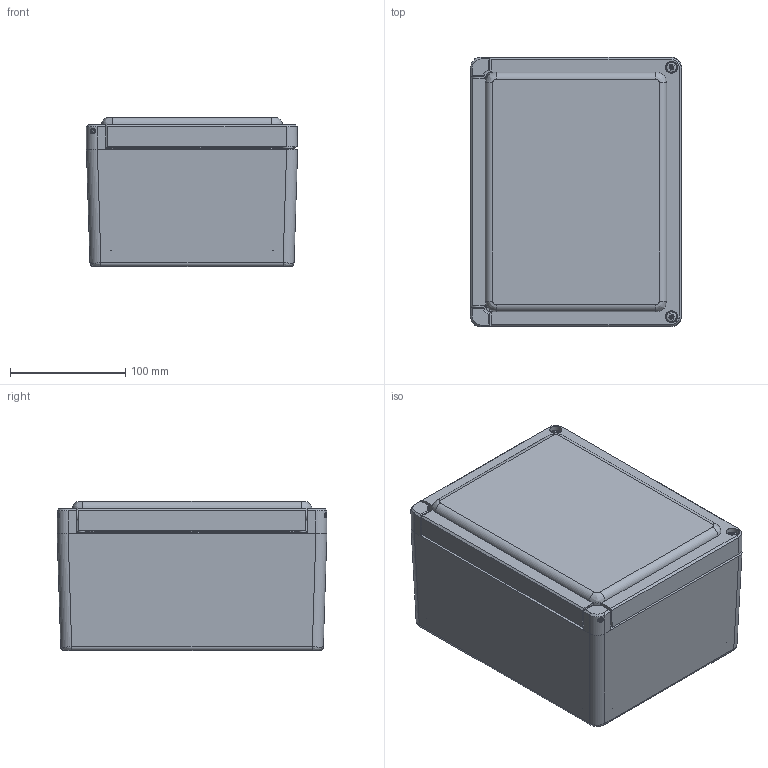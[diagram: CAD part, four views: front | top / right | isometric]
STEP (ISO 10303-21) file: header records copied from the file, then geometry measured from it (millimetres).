
FILE_DESCRIPTION(/* description */ (''),/* implementation_level */ '2;1');
FILE_NAME(/* name */ 'HW-90705CHSC.stp',/* time_stamp */ '2014-04-09T08:22:18-05:00',/* author */ ('jtigges'),/* organization */ (''),/* preprocessor_version */ 'ST-DEVELOPER v15.2',/* originating_system */ 'Autodesk Inventor 2014',/* authorisation */ '');
FILE_SCHEMA (('AUTOMOTIVE_DESIGN { 1 0 10303 214 3 1 1 }'));
Length unit declared in the file: inch
Products named in the file (14): WP907HWBOX; 0.3125-18 X 0.563 DP BRASS INSERT; 10-32 X0.3125 DP BRASS INSERT; 10-24 X 0.625 DP BRASS INSERT; WP907HWCVR; 10-24 X 0.925 DP COMBO SCREW; GASKET_907H; PUSH TACK; SS HINGE PIN; SS HINGE PIN WASHER; O_RING_COVER; CL907HW_STP
Bounding box: 183.4 x 234.19 x 129.38 mm (x, y, z)
Volume: 936650.1 mm3; surface area: 418890 mm2
Topology: 23 solids, 23 shells, 1023 faces, 2502 edges, 1522 vertices
Faces by surface type: plane 397, cylinder 294, cone 136, torus 106, bspline 82, sphere 8
Full cylindrical faces by diameter (mm): 2.235 x2, 2.42 x2, 2.438 x2, 2.489 x2, 3.683 x2, 3.962 x4, 3.969 x2, 4.52 x4, 4.547 x2, 4.762 x3, 4.763 x1, 4.826 x2, 4.86 x2, 5.556 x2, 5.84 x2, 5.944 x2, 7.1 x2, 7.144 x12, 7.938 x4, 9.24 x2, 9.42 x2, 9.525 x2, 10.319 x2, 13.494 x8
Entity records: 31799 total; most frequent: CARTESIAN_POINT 9858, DIRECTION 4789, ORIENTED_EDGE 4330, EDGE_CURVE 2165, AXIS2_PLACEMENT_3D 1847, VERTEX_POINT 1350, LINE 1095, VECTOR 1095
